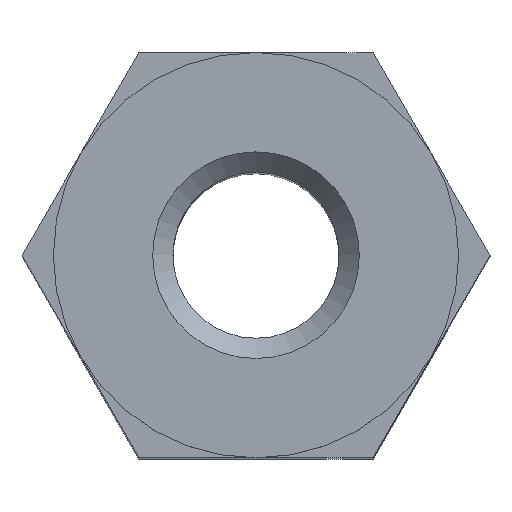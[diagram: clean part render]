
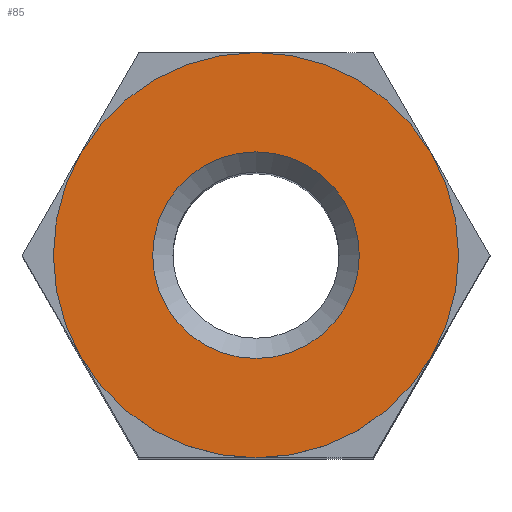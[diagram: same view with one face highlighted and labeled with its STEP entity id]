
A CAD part, top view. The second image highlights one B-rep face of the part: STEP entity #85.
In plain terms, the highlighted planar face has unit normal (0, 0, 1).
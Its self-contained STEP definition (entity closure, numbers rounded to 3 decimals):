
#85 = ADVANCED_FACE( '', ( #174, #175 ), #176, .T. );
#174 = FACE_BOUND( '', #263, .T. );
#175 = FACE_OUTER_BOUND( '', #264, .T. );
#176 = PLANE( '', #265 );
#263 = EDGE_LOOP( '', ( #435 ) );
#264 = EDGE_LOOP( '', ( #436 ) );
#265 = AXIS2_PLACEMENT_3D( '', #437, #438, #439 );
#435 = ORIENTED_EDGE( '', *, *, #522, .T. );
#436 = ORIENTED_EDGE( '', *, *, #506, .T. );
#437 = CARTESIAN_POINT( '', ( 0., 0., 7. ) );
#438 = DIRECTION( '', ( 0., 0., 1. ) );
#439 = DIRECTION( '', ( 1., 0., 0. ) );
#506 = EDGE_CURVE( '', #594, #594, #595, .T. );
#522 = EDGE_CURVE( '', #618, #618, #619, .T. );
#594 = VERTEX_POINT( '', #710 );
#595 = CIRCLE( '', #711, 3. );
#618 = VERTEX_POINT( '', #740 );
#619 = CIRCLE( '', #741, 1.53 );
#710 = CARTESIAN_POINT( '', ( 3., 0., 7. ) );
#711 = AXIS2_PLACEMENT_3D( '', #817, #818, #819 );
#740 = CARTESIAN_POINT( '', ( 1.53, 0., 7. ) );
#741 = AXIS2_PLACEMENT_3D( '', #844, #845, #846 );
#817 = CARTESIAN_POINT( '', ( 0., 0., 7. ) );
#818 = DIRECTION( '', ( 0., 0., 1. ) );
#819 = DIRECTION( '', ( 1., 0., 0. ) );
#844 = CARTESIAN_POINT( '', ( 0., 0., 7. ) );
#845 = DIRECTION( '', ( 0., 0., -1. ) );
#846 = DIRECTION( '', ( 1., 0., 0. ) );
